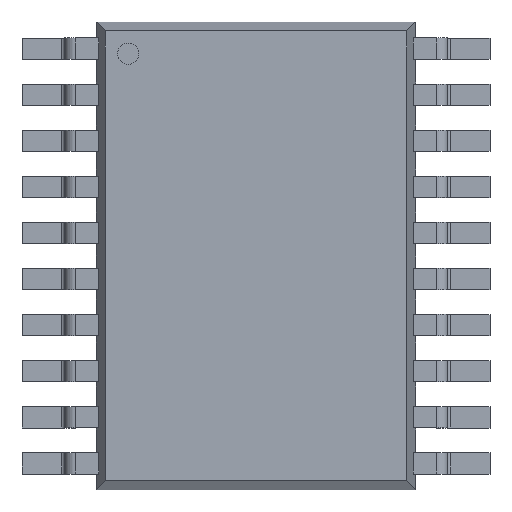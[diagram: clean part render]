
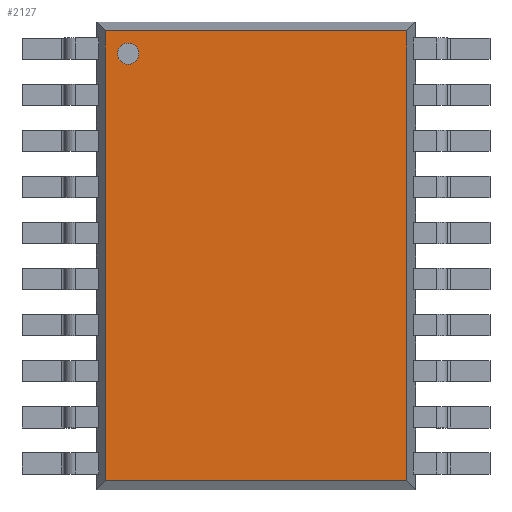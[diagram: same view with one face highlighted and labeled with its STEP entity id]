
A CAD part, top view. The second image highlights one B-rep face of the part: STEP entity #2127.
In plain terms, the highlighted planar face has unit normal (0, 0, 1).
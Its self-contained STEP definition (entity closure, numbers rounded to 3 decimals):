
#160 = PLANE('',#161);
#161 = AXIS2_PLACEMENT_3D('',#162,#163,#164);
#162 = CARTESIAN_POINT('',(-2.25,-3.3,0.6));
#163 = DIRECTION('',(-0.978,0.,0.208)
  );
#164 = DIRECTION('',(0.208,0.,0.978)
  );
#774 = VERTEX_POINT('',#775);
#775 = CARTESIAN_POINT('',(-2.122,3.172,1.2
    ));
#788 = PLANE('',#789);
#789 = AXIS2_PLACEMENT_3D('',#790,#791,#792);
#790 = CARTESIAN_POINT('',(-2.25,3.3,0.6));
#791 = DIRECTION('',(0.,0.978,0.208)
  );
#792 = DIRECTION('',(0.,-0.208,0.978
    ));
#1788 = VERTEX_POINT('',#1789);
#1789 = CARTESIAN_POINT('',(-2.122,-3.172,
    1.2));
#1802 = PLANE('',#1803);
#1803 = AXIS2_PLACEMENT_3D('',#1804,#1805,#1806);
#1804 = CARTESIAN_POINT('',(2.25,-3.3,0.6));
#1805 = DIRECTION('',(0.,-0.978,
    0.208));
#1806 = DIRECTION('',(0.,0.208,0.978)
  );
#1813 = EDGE_CURVE('',#774,#1788,#1814,.T.);
#1814 = SURFACE_CURVE('',#1815,(#1819,#1825),.PCURVE_S1.);
#1815 = LINE('',#1816,#1817);
#1816 = CARTESIAN_POINT('',(-2.122,0.,
    1.2));
#1817 = VECTOR('',#1818,1.);
#1818 = DIRECTION('',(0.,-1.,0.));
#1819 = PCURVE('',#160,#1820);
#1820 = DEFINITIONAL_REPRESENTATION('',(#1821),#1824);
#1821 = B_SPLINE_CURVE_WITH_KNOTS('',1,(#1822,#1823),.UNSPECIFIED.,.F.,
  .F.,(2,2),(-3.172,3.172),.PIECEWISE_BEZIER_KNOTS.);
#1822 = CARTESIAN_POINT('',(0.613,6.472));
#1823 = CARTESIAN_POINT('',(0.613,0.128));
#1824 = ( GEOMETRIC_REPRESENTATION_CONTEXT(2) 
PARAMETRIC_REPRESENTATION_CONTEXT() REPRESENTATION_CONTEXT('2D SPACE',''
  ) );
#1825 = PCURVE('',#1826,#1831);
#1826 = PLANE('',#1827);
#1827 = AXIS2_PLACEMENT_3D('',#1828,#1829,#1830);
#1828 = CARTESIAN_POINT('',(-2.25,3.3,1.2));
#1829 = DIRECTION('',(0.,0.,1.));
#1830 = DIRECTION('',(0.,-1.,0.));
#1831 = DEFINITIONAL_REPRESENTATION('',(#1832),#1835);
#1832 = B_SPLINE_CURVE_WITH_KNOTS('',1,(#1833,#1834),.UNSPECIFIED.,.F.,
  .F.,(2,2),(-3.172,3.172),.PIECEWISE_BEZIER_KNOTS.);
#1833 = CARTESIAN_POINT('',(0.128,0.128));
#1834 = CARTESIAN_POINT('',(6.472,0.128));
#1835 = ( GEOMETRIC_REPRESENTATION_CONTEXT(2) 
PARAMETRIC_REPRESENTATION_CONTEXT() REPRESENTATION_CONTEXT('2D SPACE',''
  ) );
#2083 = EDGE_CURVE('',#2084,#774,#2086,.T.);
#2084 = VERTEX_POINT('',#2085);
#2085 = CARTESIAN_POINT('',(2.122,3.172,1.2
    ));
#2086 = SURFACE_CURVE('',#2087,(#2091,#2097),.PCURVE_S1.);
#2087 = LINE('',#2088,#2089);
#2088 = CARTESIAN_POINT('',(-2.25,3.172,1.2));
#2089 = VECTOR('',#2090,1.);
#2090 = DIRECTION('',(-1.,0.,0.));
#2091 = PCURVE('',#788,#2092);
#2092 = DEFINITIONAL_REPRESENTATION('',(#2093),#2096);
#2093 = B_SPLINE_CURVE_WITH_KNOTS('',1,(#2094,#2095),.UNSPECIFIED.,.F.,
  .F.,(2,2),(-4.5,0.),.PIECEWISE_BEZIER_KNOTS.);
#2094 = CARTESIAN_POINT('',(0.613,4.5));
#2095 = CARTESIAN_POINT('',(0.613,0.));
#2096 = ( GEOMETRIC_REPRESENTATION_CONTEXT(2) 
PARAMETRIC_REPRESENTATION_CONTEXT() REPRESENTATION_CONTEXT('2D SPACE',''
  ) );
#2097 = PCURVE('',#1826,#2098);
#2098 = DEFINITIONAL_REPRESENTATION('',(#2099),#2102);
#2099 = B_SPLINE_CURVE_WITH_KNOTS('',1,(#2100,#2101),.UNSPECIFIED.,.F.,
  .F.,(2,2),(-4.5,0.),.PIECEWISE_BEZIER_KNOTS.);
#2100 = CARTESIAN_POINT('',(0.128,4.5));
#2101 = CARTESIAN_POINT('',(0.128,0.));
#2102 = ( GEOMETRIC_REPRESENTATION_CONTEXT(2) 
PARAMETRIC_REPRESENTATION_CONTEXT() REPRESENTATION_CONTEXT('2D SPACE',''
  ) );
#2117 = PLANE('',#2118);
#2118 = AXIS2_PLACEMENT_3D('',#2119,#2120,#2121);
#2119 = CARTESIAN_POINT('',(2.25,3.3,0.6));
#2120 = DIRECTION('',(0.978,0.,0.208
    ));
#2121 = DIRECTION('',(-0.208,0.,0.978
    ));
#2127 = ADVANCED_FACE('',(#2128,#2183),#1826,.T.);
#2128 = FACE_BOUND('',#2129,.T.);
#2129 = EDGE_LOOP('',(#2130,#2161));
#2130 = ORIENTED_EDGE('',*,*,#2131,.F.);
#2131 = EDGE_CURVE('',#2132,#2134,#2136,.T.);
#2132 = VERTEX_POINT('',#2133);
#2133 = CARTESIAN_POINT('',(-1.652,2.852,
    1.2));
#2134 = VERTEX_POINT('',#2135);
#2135 = CARTESIAN_POINT('',(-1.802,2.702,
    1.2));
#2136 = SURFACE_CURVE('',#2137,(#2142,#2149),.PCURVE_S1.);
#2137 = CIRCLE('',#2138,0.15);
#2138 = AXIS2_PLACEMENT_3D('',#2139,#2140,#2141);
#2139 = CARTESIAN_POINT('',(-1.802,2.852,
    1.2));
#2140 = DIRECTION('',(0.,0.,1.));
#2141 = DIRECTION('',(0.,-1.,0.));
#2142 = PCURVE('',#1826,#2143);
#2143 = DEFINITIONAL_REPRESENTATION('',(#2144),#2148);
#2144 = CIRCLE('',#2145,0.15);
#2145 = AXIS2_PLACEMENT_2D('',#2146,#2147);
#2146 = CARTESIAN_POINT('',(0.448,0.448));
#2147 = DIRECTION('',(1.,0.));
#2148 = ( GEOMETRIC_REPRESENTATION_CONTEXT(2) 
PARAMETRIC_REPRESENTATION_CONTEXT() REPRESENTATION_CONTEXT('2D SPACE',''
  ) );
#2149 = PCURVE('',#2150,#2155);
#2150 = CYLINDRICAL_SURFACE('',#2151,0.15);
#2151 = AXIS2_PLACEMENT_3D('',#2152,#2153,#2154);
#2152 = CARTESIAN_POINT('',(-1.802,2.852,1.18));
#2153 = DIRECTION('',(0.,0.,1.));
#2154 = DIRECTION('',(1.,0.,0.));
#2155 = DEFINITIONAL_REPRESENTATION('',(#2156),#2160);
#2156 = LINE('',#2157,#2158);
#2157 = CARTESIAN_POINT('',(-1.571,0.02));
#2158 = VECTOR('',#2159,1.);
#2159 = DIRECTION('',(1.,0.));
#2160 = ( GEOMETRIC_REPRESENTATION_CONTEXT(2) 
PARAMETRIC_REPRESENTATION_CONTEXT() REPRESENTATION_CONTEXT('2D SPACE',''
  ) );
#2161 = ORIENTED_EDGE('',*,*,#2162,.F.);
#2162 = EDGE_CURVE('',#2134,#2132,#2163,.T.);
#2163 = SURFACE_CURVE('',#2164,(#2169,#2176),.PCURVE_S1.);
#2164 = CIRCLE('',#2165,0.15);
#2165 = AXIS2_PLACEMENT_3D('',#2166,#2167,#2168);
#2166 = CARTESIAN_POINT('',(-1.802,2.852,
    1.2));
#2167 = DIRECTION('',(0.,0.,1.));
#2168 = DIRECTION('',(0.,-1.,0.));
#2169 = PCURVE('',#1826,#2170);
#2170 = DEFINITIONAL_REPRESENTATION('',(#2171),#2175);
#2171 = CIRCLE('',#2172,0.15);
#2172 = AXIS2_PLACEMENT_2D('',#2173,#2174);
#2173 = CARTESIAN_POINT('',(0.448,0.448));
#2174 = DIRECTION('',(1.,0.));
#2175 = ( GEOMETRIC_REPRESENTATION_CONTEXT(2) 
PARAMETRIC_REPRESENTATION_CONTEXT() REPRESENTATION_CONTEXT('2D SPACE',''
  ) );
#2176 = PCURVE('',#2150,#2177);
#2177 = DEFINITIONAL_REPRESENTATION('',(#2178),#2182);
#2178 = LINE('',#2179,#2180);
#2179 = CARTESIAN_POINT('',(4.712,0.02));
#2180 = VECTOR('',#2181,1.);
#2181 = DIRECTION('',(1.,0.));
#2182 = ( GEOMETRIC_REPRESENTATION_CONTEXT(2) 
PARAMETRIC_REPRESENTATION_CONTEXT() REPRESENTATION_CONTEXT('2D SPACE',''
  ) );
#2183 = FACE_BOUND('',#2184,.T.);
#2184 = EDGE_LOOP('',(#2185,#2186,#2187,#2208));
#2185 = ORIENTED_EDGE('',*,*,#2083,.T.);
#2186 = ORIENTED_EDGE('',*,*,#1813,.T.);
#2187 = ORIENTED_EDGE('',*,*,#2188,.T.);
#2188 = EDGE_CURVE('',#1788,#2189,#2191,.T.);
#2189 = VERTEX_POINT('',#2190);
#2190 = CARTESIAN_POINT('',(2.122,-3.172,
    1.2));
#2191 = SURFACE_CURVE('',#2192,(#2196,#2202),.PCURVE_S1.);
#2192 = LINE('',#2193,#2194);
#2193 = CARTESIAN_POINT('',(0.,-3.172,
    1.2));
#2194 = VECTOR('',#2195,1.);
#2195 = DIRECTION('',(1.,0.,0.));
#2196 = PCURVE('',#1826,#2197);
#2197 = DEFINITIONAL_REPRESENTATION('',(#2198),#2201);
#2198 = B_SPLINE_CURVE_WITH_KNOTS('',1,(#2199,#2200),.UNSPECIFIED.,.F.,
  .F.,(2,2),(-2.25,2.25),.PIECEWISE_BEZIER_KNOTS.);
#2199 = CARTESIAN_POINT('',(6.472,0.));
#2200 = CARTESIAN_POINT('',(6.472,4.5));
#2201 = ( GEOMETRIC_REPRESENTATION_CONTEXT(2) 
PARAMETRIC_REPRESENTATION_CONTEXT() REPRESENTATION_CONTEXT('2D SPACE',''
  ) );
#2202 = PCURVE('',#1802,#2203);
#2203 = DEFINITIONAL_REPRESENTATION('',(#2204),#2207);
#2204 = B_SPLINE_CURVE_WITH_KNOTS('',1,(#2205,#2206),.UNSPECIFIED.,.F.,
  .F.,(2,2),(-2.25,2.25),.PIECEWISE_BEZIER_KNOTS.);
#2205 = CARTESIAN_POINT('',(0.613,4.5));
#2206 = CARTESIAN_POINT('',(0.613,0.));
#2207 = ( GEOMETRIC_REPRESENTATION_CONTEXT(2) 
PARAMETRIC_REPRESENTATION_CONTEXT() REPRESENTATION_CONTEXT('2D SPACE',''
  ) );
#2208 = ORIENTED_EDGE('',*,*,#2209,.T.);
#2209 = EDGE_CURVE('',#2189,#2084,#2210,.T.);
#2210 = SURFACE_CURVE('',#2211,(#2215,#2221),.PCURVE_S1.);
#2211 = LINE('',#2212,#2213);
#2212 = CARTESIAN_POINT('',(2.122,3.3,1.2));
#2213 = VECTOR('',#2214,1.);
#2214 = DIRECTION('',(0.,1.,0.));
#2215 = PCURVE('',#1826,#2216);
#2216 = DEFINITIONAL_REPRESENTATION('',(#2217),#2220);
#2217 = B_SPLINE_CURVE_WITH_KNOTS('',1,(#2218,#2219),.UNSPECIFIED.,.F.,
  .F.,(2,2),(-6.472,-0.128),.PIECEWISE_BEZIER_KNOTS.);
#2218 = CARTESIAN_POINT('',(6.472,4.372));
#2219 = CARTESIAN_POINT('',(0.128,4.372));
#2220 = ( GEOMETRIC_REPRESENTATION_CONTEXT(2) 
PARAMETRIC_REPRESENTATION_CONTEXT() REPRESENTATION_CONTEXT('2D SPACE',''
  ) );
#2221 = PCURVE('',#2117,#2222);
#2222 = DEFINITIONAL_REPRESENTATION('',(#2223),#2226);
#2223 = B_SPLINE_CURVE_WITH_KNOTS('',1,(#2224,#2225),.UNSPECIFIED.,.F.,
  .F.,(2,2),(-6.472,-0.128),.PIECEWISE_BEZIER_KNOTS.);
#2224 = CARTESIAN_POINT('',(0.613,6.472));
#2225 = CARTESIAN_POINT('',(0.613,0.128));
#2226 = ( GEOMETRIC_REPRESENTATION_CONTEXT(2) 
PARAMETRIC_REPRESENTATION_CONTEXT() REPRESENTATION_CONTEXT('2D SPACE',''
  ) );
